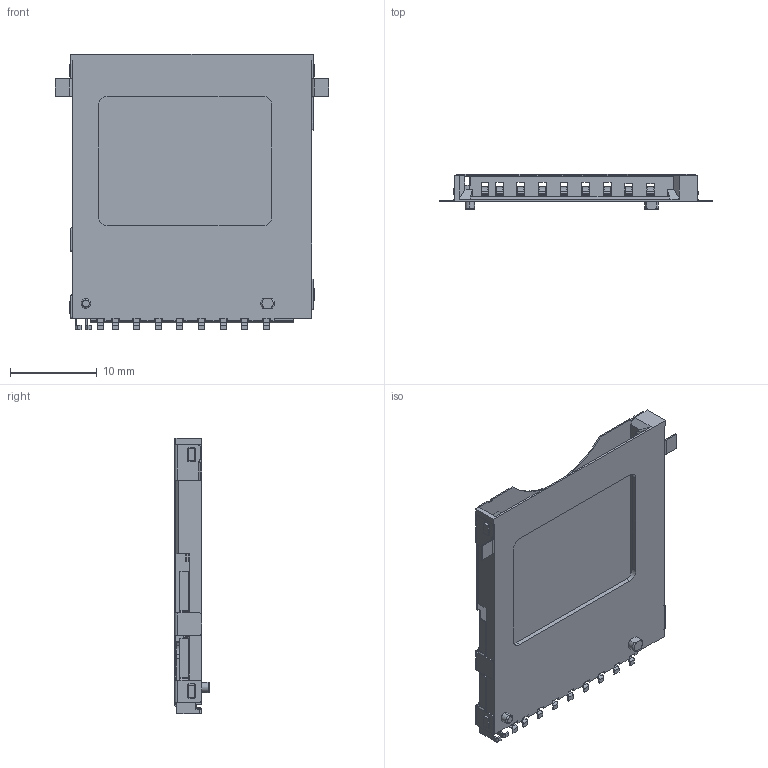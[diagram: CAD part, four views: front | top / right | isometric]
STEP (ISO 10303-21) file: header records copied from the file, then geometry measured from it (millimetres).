
FILE_DESCRIPTION (( 'STEP AP214' ), '1' );
FILE_NAME ('SD-RSMT-2-MQ-WF.STEP', '2021-08-09T17:13:43', ( '' ), ( '' ), 'SwSTEP 2.0', 'SolidWorks 2017', '' );
FILE_SCHEMA (( 'AUTOMOTIVE_DESIGN' ));
Length unit declared in the file: millimetre
Products named in the file (1): SD-RSMT-2-MQ-WF
Bounding box: 31.62 x 4 x 31.85 mm (x, y, z)
Volume: 800.1 mm3; surface area: 3713.8 mm2
Topology: 23 solids, 23 shells, 606 faces, 1684 edges, 1107 vertices
Faces by surface type: plane 437, cylinder 163, torus 4, bspline 2
Entity records: 23406 total; most frequent: CARTESIAN_POINT 7278, ORIENTED_EDGE 3368, DIRECTION 3224, EDGE_CURVE 1684, LINE 1342, VECTOR 1342, VERTEX_POINT 1107, AXIS2_PLACEMENT_3D 941
